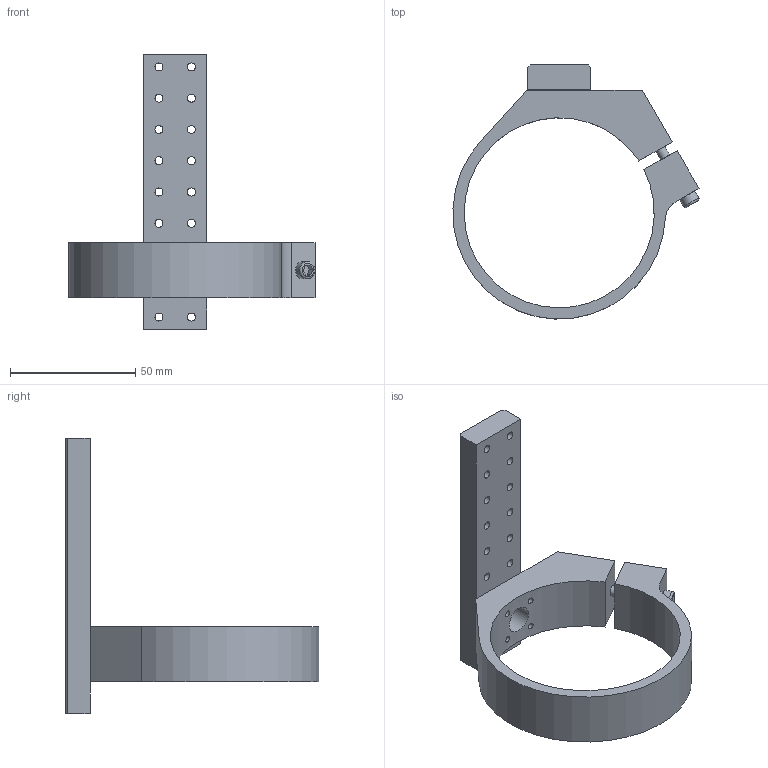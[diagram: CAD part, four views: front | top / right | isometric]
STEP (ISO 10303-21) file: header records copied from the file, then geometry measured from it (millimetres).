
FILE_DESCRIPTION(/* description */ ('Unknown','CAx-IF Rec.Pracs.---Representation and Presentation of Product Manufacturing Information (PMI)---4.0---2014-10-13','CAx-IF Rec.Pracs.---3D Tessellated Geometry---0.4---2014-09-14','2;1'),/* implementation_level */ '2;1');
FILE_NAME(/* name */ '501344_560925V-600_Halter_600ml',/* time_stamp */ '2024-02-23T12:14:11+01:00',/* author */ ('Unknown'),/* organization */ ('Unknown'),/* preprocessor_version */ 'ST-DEVELOPER v16.7',/* originating_system */ 'Solid Edge',/* authorisation */ 'Unknown');
FILE_SCHEMA (('AP242_MANAGED_MODEL_BASED_3D_ENGINEERING_MIM_LF { 1 0 10303 442 1 1 4 }'));
Length unit declared in the file: millimetre
Products named in the file (1): 501344_560925V-600_Halter_600ml
Bounding box: 98.36 x 101.46 x 110 mm (x, y, z)
Volume: 67399 mm3; surface area: 27314.8 mm2
Topology: 1 solids, 1 shells, 102 faces, 241 edges, 168 vertices
Faces by surface type: plane 52, cylinder 48, cone 1, torus 1
Full cylindrical faces by diameter (mm): 2.459 x4, 3.2 x18, 3.242 x1, 4 x1, 4.5 x1, 6 x18, 7 x1, 10.917 x1
Entity records: 3356 total; most frequent: DIRECTION 460, CARTESIAN_POINT 460, ORIENTED_EDGE 332, EDGE_LOOP 214, FACE_BOUND 214, AXIS2_PLACEMENT_3D 196, EDGE_CURVE 166, VERTEX_POINT 140
